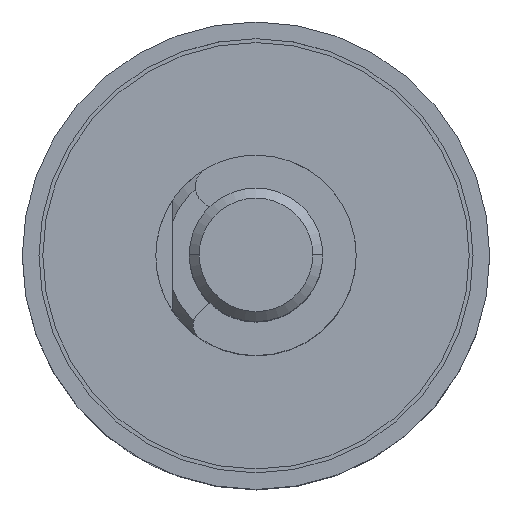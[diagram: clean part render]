
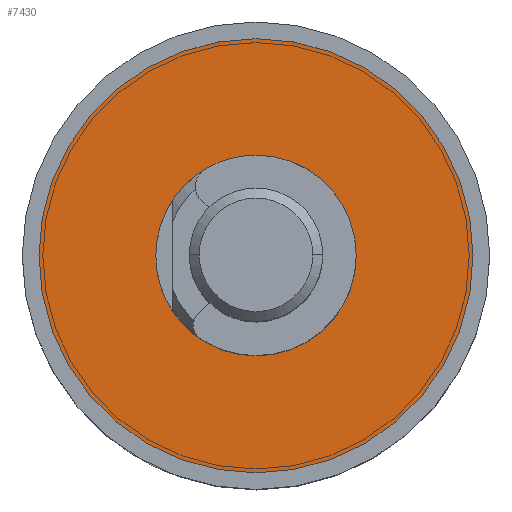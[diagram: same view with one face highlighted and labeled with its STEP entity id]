
A CAD part, top view. The second image highlights one B-rep face of the part: STEP entity #7430.
In plain terms, the highlighted planar face has unit normal (0, 0, 1).
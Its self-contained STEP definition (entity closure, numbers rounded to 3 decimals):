
#369 = CARTESIAN_POINT ( 'NONE',  ( 0., 0., 0.5 ) ) ;
#401 = ORIENTED_EDGE ( 'NONE', *, *, #4101, .T. ) ;
#593 = AXIS2_PLACEMENT_3D ( 'NONE', #1562, #5649, #6477 ) ;
#641 = CARTESIAN_POINT ( 'NONE',  ( 0., 0., 0.5 ) ) ;
#1149 = EDGE_CURVE ( 'NONE', #5217, #3480, #7898, .T. ) ;
#1350 = DIRECTION ( 'NONE',  ( 0., 0., 1. ) ) ;
#1510 = CARTESIAN_POINT ( 'NONE',  ( -3., 0., 0.5 ) ) ;
#1562 = CARTESIAN_POINT ( 'NONE',  ( 0., 0., 0.5 ) ) ;
#1623 = ORIENTED_EDGE ( 'NONE', *, *, #1149, .T. ) ;
#2126 = CIRCLE ( 'NONE', #6803, 6.5 ) ;
#2428 = AXIS2_PLACEMENT_3D ( 'NONE', #369, #3482, #6809 ) ;
#2887 = CARTESIAN_POINT ( 'NONE',  ( 0., 0., 0.5 ) ) ;
#3161 = EDGE_CURVE ( 'NONE', #3480, #5217, #4545, .T. ) ;
#3480 = VERTEX_POINT ( 'NONE', #5557 ) ;
#3482 = DIRECTION ( 'NONE',  ( 0., 0., -1. ) ) ;
#4101 = EDGE_CURVE ( 'NONE', #6574, #6244, #2126, .T. ) ;
#4152 = CARTESIAN_POINT ( 'NONE',  ( 6.5, 0., 0.5 ) ) ;
#4545 = CIRCLE ( 'NONE', #2428, 3. ) ;
#4755 = ORIENTED_EDGE ( 'NONE', *, *, #8850, .T. ) ;
#5217 = VERTEX_POINT ( 'NONE', #1510 ) ;
#5366 = DIRECTION ( 'NONE',  ( 0., 0., 1. ) ) ;
#5429 = PLANE ( 'NONE',  #9974 ) ;
#5557 = CARTESIAN_POINT ( 'NONE',  ( 3., 0., 0.5 ) ) ;
#5638 = FACE_BOUND ( 'NONE', #5829, .T. ) ;
#5649 = DIRECTION ( 'NONE',  ( 0., 0., -1. ) ) ;
#5829 = EDGE_LOOP ( 'NONE', ( #1623, #7277 ) ) ;
#6235 = DIRECTION ( 'NONE',  ( 1., 0., 0. ) ) ;
#6244 = VERTEX_POINT ( 'NONE', #9228 ) ;
#6477 = DIRECTION ( 'NONE',  ( -1., 0., 0. ) ) ;
#6574 = VERTEX_POINT ( 'NONE', #4152 ) ;
#6803 = AXIS2_PLACEMENT_3D ( 'NONE', #641, #9454, #6235 ) ;
#6809 = DIRECTION ( 'NONE',  ( -1., 0., 0. ) ) ;
#7277 = ORIENTED_EDGE ( 'NONE', *, *, #3161, .T. ) ;
#7423 = EDGE_LOOP ( 'NONE', ( #401, #4755 ) ) ;
#7430 = ADVANCED_FACE ( 'NONE', ( #5638, #10292 ), #5429, .T. ) ;
#7887 = DIRECTION ( 'NONE',  ( 1., 0., 0. ) ) ;
#7898 = CIRCLE ( 'NONE', #593, 3. ) ;
#8850 = EDGE_CURVE ( 'NONE', #6244, #6574, #10387, .T. ) ;
#9228 = CARTESIAN_POINT ( 'NONE',  ( -6.5, 0., 0.5 ) ) ;
#9320 = AXIS2_PLACEMENT_3D ( 'NONE', #2887, #1350, #7887 ) ;
#9454 = DIRECTION ( 'NONE',  ( 0., 0., 1. ) ) ;
#9953 = CARTESIAN_POINT ( 'NONE',  ( 3., 0., 0.5 ) ) ;
#9974 = AXIS2_PLACEMENT_3D ( 'NONE', #9953, #5366, #10177 ) ;
#10177 = DIRECTION ( 'NONE',  ( 1., 0., 0. ) ) ;
#10292 = FACE_OUTER_BOUND ( 'NONE', #7423, .T. ) ;
#10387 = CIRCLE ( 'NONE', #9320, 6.5 ) ;
